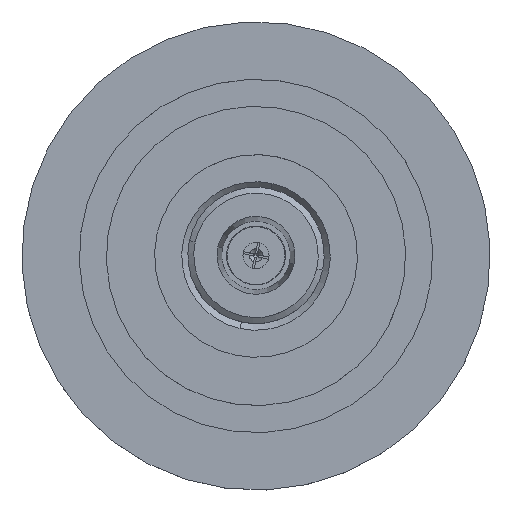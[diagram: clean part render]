
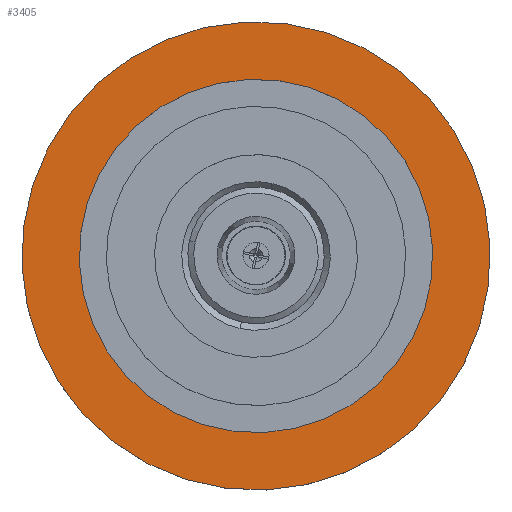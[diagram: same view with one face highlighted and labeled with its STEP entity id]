
A CAD part, top view. The second image highlights one B-rep face of the part: STEP entity #3405.
In plain terms, the highlighted planar face has unit normal (0, 0, 1).
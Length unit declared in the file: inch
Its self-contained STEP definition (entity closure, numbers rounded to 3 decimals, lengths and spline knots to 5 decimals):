
#138 = EDGE_LOOP ( 'NONE', ( #4091, #4092 ) ) ;
#170 = EDGE_LOOP ( 'NONE', ( #4093, #4094 ) ) ;
#324 = VERTEX_POINT ( 'NONE', #4675 ) ;
#378 = VERTEX_POINT ( 'NONE', #1921 ) ;
#389 = VERTEX_POINT ( 'NONE', #1932 ) ;
#554 = CIRCLE ( 'NONE', #557, 1.08 ) ;
#557 = AXIS2_PLACEMENT_3D ( 'NONE', #5866, #5867, #5868 ) ;
#562 = CIRCLE ( 'NONE', #567, 0.815 ) ;
#567 = AXIS2_PLACEMENT_3D ( 'NONE', #5883, #5884, #5885 ) ;
#968 = VERTEX_POINT ( 'NONE', #3727 ) ;
#1365 = CIRCLE ( 'NONE', #1376, 0.815 ) ;
#1376 = AXIS2_PLACEMENT_3D ( 'NONE', #7226, #7227, #7228 ) ;
#1392 = CIRCLE ( 'NONE', #1394, 1.08 ) ;
#1394 = AXIS2_PLACEMENT_3D ( 'NONE', #4809, #4810, #4811 ) ;
#1921 = CARTESIAN_POINT ( 'NONE',  ( 0.31218, -0.75284, 0.454 ) ) ;
#1932 = CARTESIAN_POINT ( 'NONE',  ( -0.41369, 0.99763, 0.454 ) ) ;
#2542 = AXIS2_PLACEMENT_3D ( 'NONE', #5693, #5708, #5709 ) ;
#3405 = ADVANCED_FACE ( 'NONE', ( #5704, #5705 ), #5706, .T. ) ;
#3541 = EDGE_CURVE ( 'NONE', #389, #324, #554, .T. ) ;
#3546 = EDGE_CURVE ( 'NONE', #378, #968, #562, .T. ) ;
#3727 = CARTESIAN_POINT ( 'NONE',  ( -0.31218, 0.75284, 0.454 ) ) ;
#4091 = ORIENTED_EDGE ( 'NONE', *, *, #3546, .T. ) ;
#4092 = ORIENTED_EDGE ( 'NONE', *, *, #7295, .T. ) ;
#4093 = ORIENTED_EDGE ( 'NONE', *, *, #7307, .F. ) ;
#4094 = ORIENTED_EDGE ( 'NONE', *, *, #3541, .F. ) ;
#4675 = CARTESIAN_POINT ( 'NONE',  ( 0.41369, -0.99763, 0.454 ) ) ;
#4809 = CARTESIAN_POINT ( 'NONE',  ( 0., 0., 0.454 ) ) ;
#4810 = DIRECTION ( 'NONE',  ( 0., 0., -1. ) ) ;
#4811 = DIRECTION ( 'NONE',  ( 0.383, -0.924, 0. ) ) ;
#5693 = CARTESIAN_POINT ( 'NONE',  ( 0.99763, 0.41369, 0.454 ) ) ;
#5704 = FACE_BOUND ( 'NONE', #138, .T. ) ;
#5705 = FACE_OUTER_BOUND ( 'NONE', #170, .T. ) ;
#5706 = PLANE ( 'NONE',  #2542 ) ;
#5708 = DIRECTION ( 'NONE',  ( 0., 0., 1. ) ) ;
#5709 = DIRECTION ( 'NONE',  ( -0.383, 0.924, 0. ) ) ;
#5866 = CARTESIAN_POINT ( 'NONE',  ( 0., 0., 0.454 ) ) ;
#5867 = DIRECTION ( 'NONE',  ( 0., 0., -1. ) ) ;
#5868 = DIRECTION ( 'NONE',  ( 0.383, -0.924, 0. ) ) ;
#5883 = CARTESIAN_POINT ( 'NONE',  ( 0., 0., 0.454 ) ) ;
#5884 = DIRECTION ( 'NONE',  ( 0., 0., -1. ) ) ;
#5885 = DIRECTION ( 'NONE',  ( 0.383, -0.924, 0. ) ) ;
#7226 = CARTESIAN_POINT ( 'NONE',  ( 0., 0., 0.454 ) ) ;
#7227 = DIRECTION ( 'NONE',  ( 0., 0., -1. ) ) ;
#7228 = DIRECTION ( 'NONE',  ( 0.383, -0.924, 0. ) ) ;
#7295 = EDGE_CURVE ( 'NONE', #968, #378, #1365, .T. ) ;
#7307 = EDGE_CURVE ( 'NONE', #324, #389, #1392, .T. ) ;
